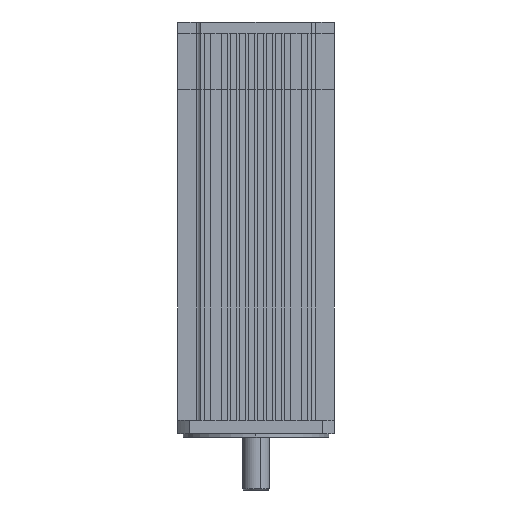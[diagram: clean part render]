
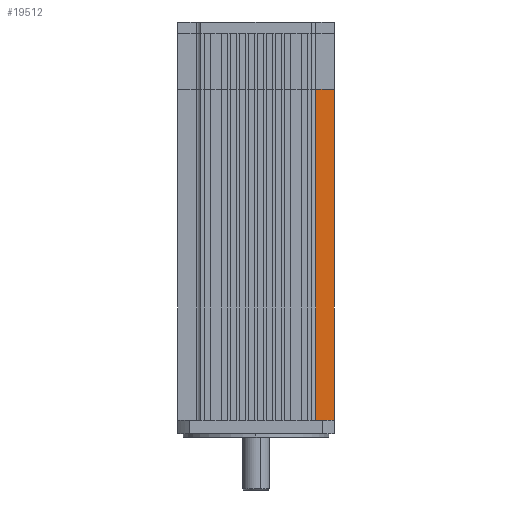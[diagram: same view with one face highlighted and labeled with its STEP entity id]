
A CAD part, front view. The second image highlights one B-rep face of the part: STEP entity #19512.
In plain terms, the highlighted planar face has unit normal (0, -1, 0).
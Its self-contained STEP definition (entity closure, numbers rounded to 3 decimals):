
#19454=CARTESIAN_POINT('',(53.3,-49.3,295.0));
#19455=VERTEX_POINT('',#19454);
#19464=CARTESIAN_POINT('',(53.3,-49.3,0.0));
#19465=VERTEX_POINT('',#19464);
#19473=CARTESIAN_POINT('',(53.3,-49.3,0.0));
#19474=DIRECTION('',(0.0,0.0,1.0));
#19475=VECTOR('',#19474,295.0);
#19476=LINE('',#19473,#19475);
#19477=EDGE_CURVE('',#19465,#19455,#19476,.T.);
#19482=CARTESIAN_POINT('',(70.,-49.3,0.0));
#19483=DIRECTION('',(0.0,-1.0,0.0));
#19484=DIRECTION('',(0.0,0.0,-1.0));
#19485=AXIS2_PLACEMENT_3D('',#19482,#19483,#19484);
#19486=PLANE('',#19485);
#19487=CARTESIAN_POINT('',(70.,-49.3,295.0));
#19488=VERTEX_POINT('',#19487);
#19489=CARTESIAN_POINT('',(70.,-49.3,295.0));
#19490=DIRECTION('',(-1.0,0.0,0.0));
#19491=VECTOR('',#19490,16.7);
#19492=LINE('',#19489,#19491);
#19493=EDGE_CURVE('',#19488,#19455,#19492,.T.);
#19494=ORIENTED_EDGE('',*,*,#19493,.T.);
#19495=ORIENTED_EDGE('',*,*,#19477,.F.);
#19496=CARTESIAN_POINT('',(70.,-49.3,0.0));
#19497=VERTEX_POINT('',#19496);
#19498=CARTESIAN_POINT('',(53.3,-49.3,0.0));
#19499=DIRECTION('',(1.0,0.0,0.0));
#19500=VECTOR('',#19499,16.7);
#19501=LINE('',#19498,#19500);
#19502=EDGE_CURVE('',#19465,#19497,#19501,.T.);
#19503=ORIENTED_EDGE('',*,*,#19502,.T.);
#19504=CARTESIAN_POINT('',(70.,-49.3,0.0));
#19505=DIRECTION('',(0.0,0.0,1.0));
#19506=VECTOR('',#19505,295.0);
#19507=LINE('',#19504,#19506);
#19508=EDGE_CURVE('',#19497,#19488,#19507,.T.);
#19509=ORIENTED_EDGE('',*,*,#19508,.T.);
#19510=EDGE_LOOP('',(#19494,#19495,#19503,#19509));
#19511=FACE_OUTER_BOUND('',#19510,.T.);
#19512=ADVANCED_FACE('',(#19511),#19486,.T.);
